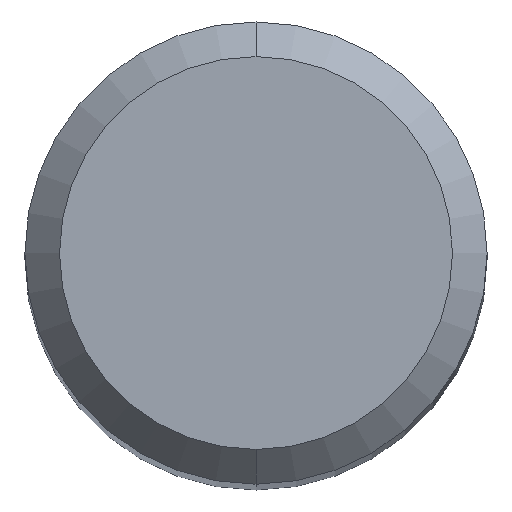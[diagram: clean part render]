
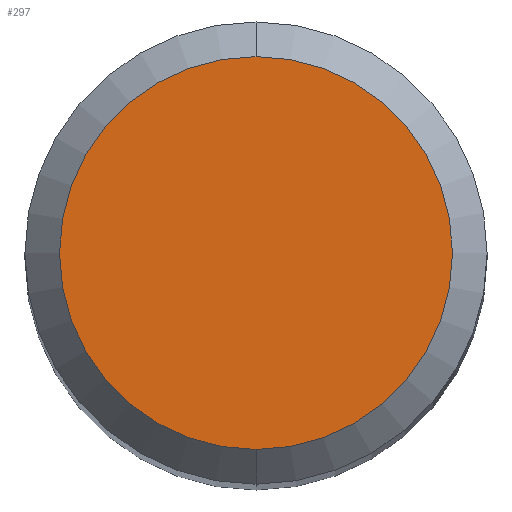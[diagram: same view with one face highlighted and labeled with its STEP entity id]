
A CAD part, top view. The second image highlights one B-rep face of the part: STEP entity #297.
In plain terms, the highlighted planar face has unit normal (0, 0, 1).
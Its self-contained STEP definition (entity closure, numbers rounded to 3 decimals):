
#287=VERTEX_POINT('',#608);
#297=ADVANCED_FACE('',(#620),#621,.T.);
#325=EDGE_CURVE('',#419,#287,#652,.T.);
#361=EDGE_CURVE('',#287,#419,#688,.T.);
#419=VERTEX_POINT('',#752);
#608=CARTESIAN_POINT('',(0.0,1.7,0.0));
#620=FACE_OUTER_BOUND('',#1067,.T.);
#621=PLANE('',#1068);
#652=CIRCLE('',#1121,1.7);
#688=CIRCLE('',#1217,1.7);
#752=CARTESIAN_POINT('',(0.,-1.7,0.0));
#1067=EDGE_LOOP('',(#1633,#1634));
#1068=AXIS2_PLACEMENT_3D('',#1635,#1636,#1637);
#1121=AXIS2_PLACEMENT_3D('',#1667,#1668,#1669);
#1217=AXIS2_PLACEMENT_3D('',#1683,#1684,#1685);
#1633=ORIENTED_EDGE('',*,*,#361,.F.);
#1634=ORIENTED_EDGE('',*,*,#325,.F.);
#1635=CARTESIAN_POINT('',(0.0,0.85,0.0));
#1636=DIRECTION('',(-0.0,0.0,1.0));
#1637=DIRECTION('',(0.0,-1.0,0.0));
#1667=CARTESIAN_POINT('',(0.0,0.0,0.0));
#1668=DIRECTION('',(0.0,0.0,-1.0));
#1669=DIRECTION('',(0.0,1.0,0.0));
#1683=CARTESIAN_POINT('',(0.0,0.0,0.0));
#1684=DIRECTION('',(0.0,0.0,-1.0));
#1685=DIRECTION('',(0.0,1.0,0.0));
